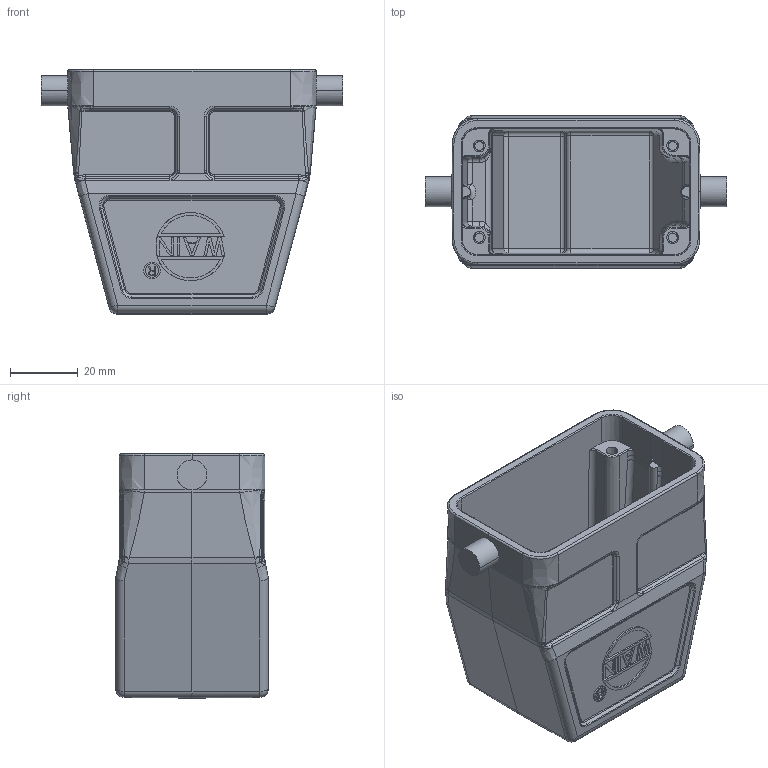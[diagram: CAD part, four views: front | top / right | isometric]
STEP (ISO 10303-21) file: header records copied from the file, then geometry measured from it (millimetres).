
FILE_DESCRIPTION((''),'2;1');
FILE_NAME('3D_1110105155011_H10B-SEH-2B-PG','2020-09-28T',('f.li'),(''),'PRO/ENGINEER BY PARAMETRIC TECHNOLOGY CORPORATION, 2012480','PRO/ENGINEER BY PARAMETRIC TECHNOLOGY CORPORATION, 2012480','');
FILE_SCHEMA(('CONFIG_CONTROL_DESIGN'));
Length unit declared in the file: millimetre
Products named in the file (1): 3D_1110105155011_H10B-SEH-2B-PG
Bounding box: 89 x 45 x 72 mm (x, y, z)
Volume: 65055 mm3; surface area: 33154.4 mm2
Topology: 1 solids, 1 shells, 658 faces, 1580 edges, 951 vertices
Faces by surface type: plane 254, bspline 157, cylinder 146, torus 49, cone 30, sphere 14, extrusion 8
Entity records: 25659 total; most frequent: CARTESIAN_POINT 11674, ORIENTED_EDGE 3140, DIRECTION 2486, EDGE_CURVE 1570, VERTEX_POINT 951, AXIS2_PLACEMENT_3D 849, VECTOR 788, LINE 780
